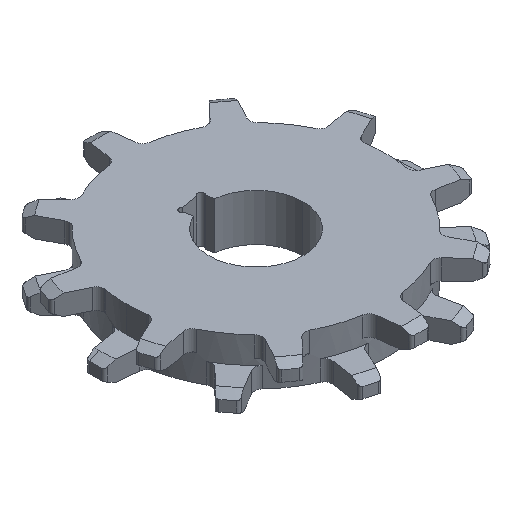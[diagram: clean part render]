
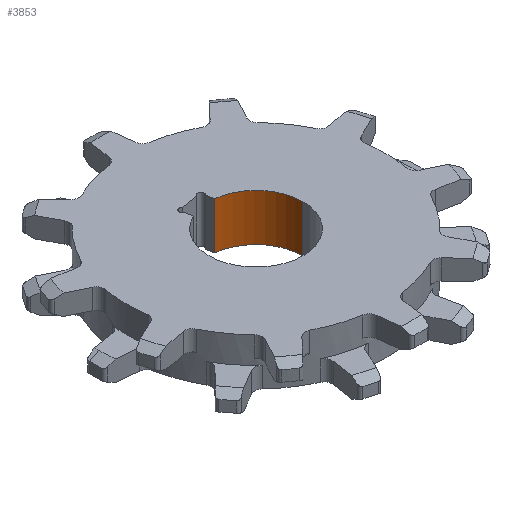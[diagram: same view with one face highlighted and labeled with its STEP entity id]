
A CAD part, isometric view. The second image highlights one B-rep face of the part: STEP entity #3853.
In plain terms, the highlighted cylindrical face has radius 15 mm (diameter 30 mm), a partial arc.
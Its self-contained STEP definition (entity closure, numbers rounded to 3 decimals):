
#348 = VECTOR ( 'NONE', #4636, 1000. ) ;
#408 = DIRECTION ( 'NONE',  ( 0., 0., 1. ) ) ;
#653 = DIRECTION ( 'NONE',  ( 0., 0., 1. ) ) ;
#684 = ORIENTED_EDGE ( 'NONE', *, *, #7107, .F. ) ;
#735 = CARTESIAN_POINT ( 'NONE',  ( 15., 0., -7.5 ) ) ;
#1275 = VERTEX_POINT ( 'NONE', #6260 ) ;
#1760 = ORIENTED_EDGE ( 'NONE', *, *, #5379, .F. ) ;
#1954 = CARTESIAN_POINT ( 'NONE',  ( 0., 0., -7.5 ) ) ;
#2094 = VERTEX_POINT ( 'NONE', #3750 ) ;
#2192 = DIRECTION ( 'NONE',  ( 1., 0., 0. ) ) ;
#2570 = VERTEX_POINT ( 'NONE', #4335 ) ;
#2672 = CARTESIAN_POINT ( 'NONE',  ( 1.649, 14.909, -10. ) ) ;
#2799 = AXIS2_PLACEMENT_3D ( 'NONE', #6208, #408, #2994 ) ;
#2888 = CARTESIAN_POINT ( 'NONE',  ( 0., 0., -10. ) ) ;
#2994 = DIRECTION ( 'NONE',  ( 1., 0., 0. ) ) ;
#3051 = AXIS2_PLACEMENT_3D ( 'NONE', #1954, #653, #3849 ) ;
#3187 = CIRCLE ( 'NONE', #3051, 15. ) ;
#3269 = DIRECTION ( 'NONE',  ( 0., 0., 1. ) ) ;
#3344 = CIRCLE ( 'NONE', #2799, 15. ) ;
#3750 = CARTESIAN_POINT ( 'NONE',  ( 1.649, 14.909, 7.5 ) ) ;
#3759 = EDGE_CURVE ( 'NONE', #7141, #1275, #3805, .T. ) ;
#3805 = LINE ( 'NONE', #4642, #4522 ) ;
#3849 = DIRECTION ( 'NONE',  ( 1., 0., 0. ) ) ;
#3853 = ADVANCED_FACE ( 'NONE', ( #7329 ), #7369, .F. ) ;
#4335 = CARTESIAN_POINT ( 'NONE',  ( 1.649, 14.909, -7.5 ) ) ;
#4522 = VECTOR ( 'NONE', #3269, 1000. ) ;
#4636 = DIRECTION ( 'NONE',  ( 0., 0., 1. ) ) ;
#4642 = CARTESIAN_POINT ( 'NONE',  ( 15., 0., -10. ) ) ;
#5379 = EDGE_CURVE ( 'NONE', #2570, #2094, #8005, .T. ) ;
#5984 = AXIS2_PLACEMENT_3D ( 'NONE', #2888, #6727, #2192 ) ;
#6208 = CARTESIAN_POINT ( 'NONE',  ( 0., 0., 7.5 ) ) ;
#6260 = CARTESIAN_POINT ( 'NONE',  ( 15., 0., 7.5 ) ) ;
#6604 = ORIENTED_EDGE ( 'NONE', *, *, #3759, .T. ) ;
#6661 = EDGE_CURVE ( 'NONE', #1275, #2094, #3344, .T. ) ;
#6680 = EDGE_LOOP ( 'NONE', ( #684, #6604, #7229, #1760 ) ) ;
#6727 = DIRECTION ( 'NONE',  ( 0., 0., 1. ) ) ;
#7107 = EDGE_CURVE ( 'NONE', #7141, #2570, #3187, .T. ) ;
#7141 = VERTEX_POINT ( 'NONE', #735 ) ;
#7229 = ORIENTED_EDGE ( 'NONE', *, *, #6661, .T. ) ;
#7329 = FACE_OUTER_BOUND ( 'NONE', #6680, .T. ) ;
#7369 = CYLINDRICAL_SURFACE ( 'NONE', #5984, 15. ) ;
#8005 = LINE ( 'NONE', #2672, #348 ) ;
